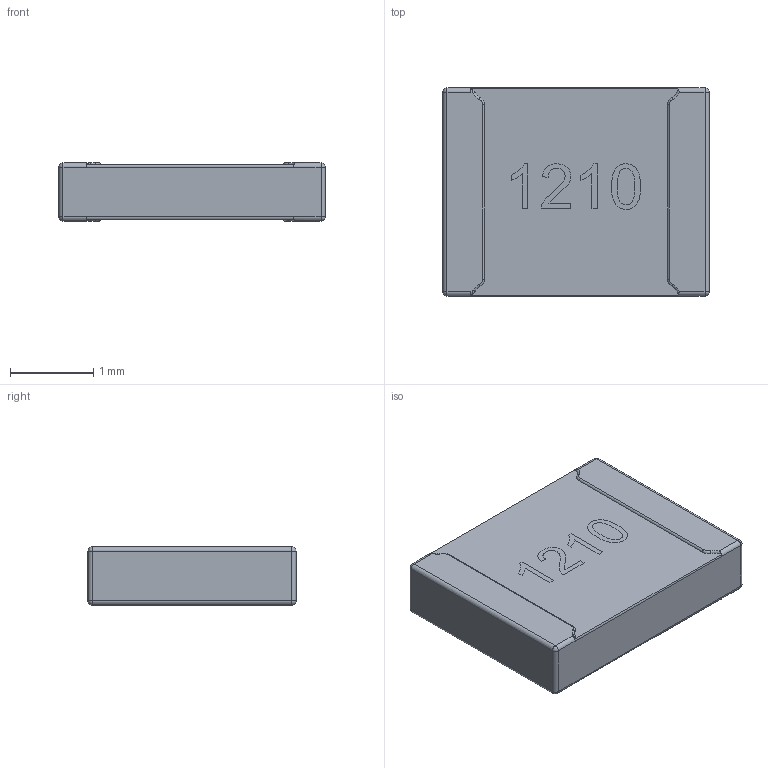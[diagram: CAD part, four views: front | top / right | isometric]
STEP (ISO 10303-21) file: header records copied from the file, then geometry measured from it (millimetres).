
FILE_DESCRIPTION(/* description */ (''),/* implementation_level */ '2;1');
FILE_NAME(/* name */ 'RES - 1210.step',/* time_stamp */ '2019-12-15T01:17:46+00:00',/* author */ (''),/* organization */ (''),/* preprocessor_version */ 'ST-DEVELOPER v18',/* originating_system */ 'Autodesk Translation Framework v8.12.0.6',/* authorisation */ '');
FILE_SCHEMA (('AUTOMOTIVE_DESIGN { 1 0 10303 214 3 1 1 }'));
Length unit declared in the file: millimetre
Products named in the file (1): RES - Stackpole- 1210
Bounding box: 3.2 x 2.5 x 0.7 mm (x, y, z)
Volume: 5.3 mm3; surface area: 23.5 mm2
Topology: 1 solids, 1 shells, 71 faces, 220 edges, 156 vertices
Faces by surface type: cylinder 28, torus 20, plane 15, sphere 8
Entity records: 2772 total; most frequent: CARTESIAN_POINT 732, ORIENTED_EDGE 440, DIRECTION 402, EDGE_CURVE 220, AXIS2_PLACEMENT_3D 168, VERTEX_POINT 156, CIRCLE 96, EDGE_LOOP 76
